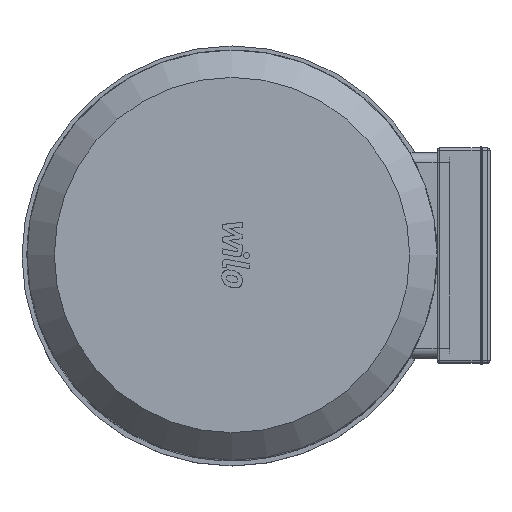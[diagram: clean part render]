
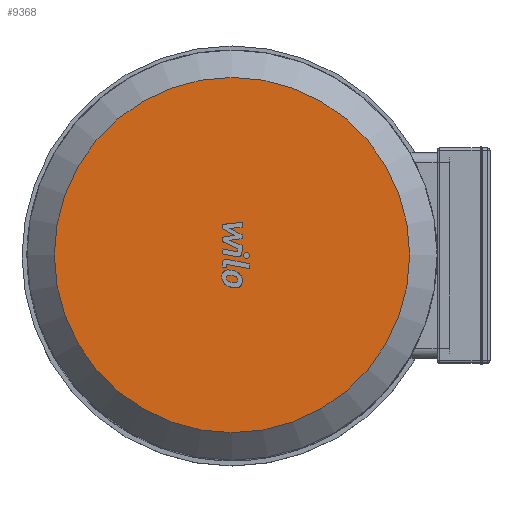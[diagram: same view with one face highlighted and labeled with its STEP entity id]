
A CAD part, top view. The second image highlights one B-rep face of the part: STEP entity #9368.
In plain terms, the highlighted planar face has unit normal (0, 0, 1).
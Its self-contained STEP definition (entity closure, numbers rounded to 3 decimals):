
#2010=PLANE('',#10083);
#2600=FACE_OUTER_BOUND('',#3233,.T.);
#3233=EDGE_LOOP('',(#7299));
#3798=CIRCLE('',#10079,179.75);
#4388=VERTEX_POINT('',#14883);
#5475=EDGE_CURVE('',#4388,#4388,#3798,.T.);
#7299=ORIENTED_EDGE('',*,*,#5475,.F.);
#9368=ADVANCED_FACE('',(#2600),#2010,.F.);
#10079=AXIS2_PLACEMENT_3D('',#14884,#11687,#11688);
#10083=AXIS2_PLACEMENT_3D('',#14890,#11695,#11696);
#11687=DIRECTION('center_axis',(0.,0.,
-1.));
#11688=DIRECTION('ref_axis',(0.,1.,0.));
#11695=DIRECTION('center_axis',(0.,0.,
-1.));
#11696=DIRECTION('ref_axis',(0.,1.,0.));
#14883=CARTESIAN_POINT('',(0.,-179.75,1730.));
#14884=CARTESIAN_POINT('Origin',(0.,0.,1730.));
#14890=CARTESIAN_POINT('Origin',(0.,0.,
1730.));
